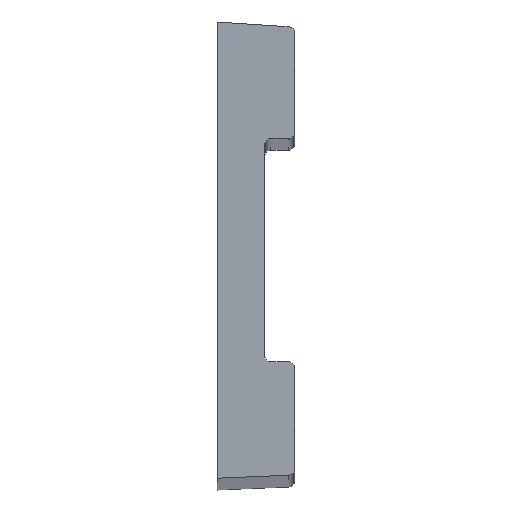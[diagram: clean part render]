
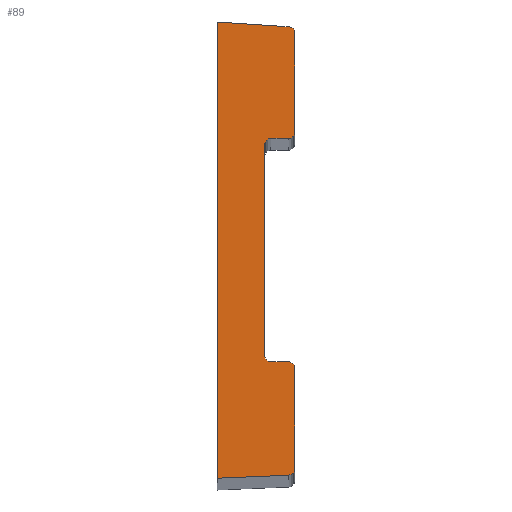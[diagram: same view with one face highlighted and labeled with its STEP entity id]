
A CAD part, top view. The second image highlights one B-rep face of the part: STEP entity #89.
In plain terms, the highlighted planar face has unit normal (0, 0, 1).
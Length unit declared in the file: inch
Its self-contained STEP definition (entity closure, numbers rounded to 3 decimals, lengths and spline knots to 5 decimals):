
#2 = AXIS2_PLACEMENT_3D ( 'NONE', #237, #493, #77 ) ;
#3 = CARTESIAN_POINT ( 'NONE',  ( 3., -0.09019, 7. ) ) ;
#19 = DIRECTION ( 'NONE',  ( 0., -1., 0. ) ) ;
#25 = DIRECTION ( 'NONE',  ( 0., 0., 1. ) ) ;
#26 = VERTEX_POINT ( 'NONE', #132 ) ;
#29 = CARTESIAN_POINT ( 'NONE',  ( 3.07418, 0.3769, 7. ) ) ;
#35 = EDGE_CURVE ( 'NONE', #451, #269, #109, .T. ) ;
#46 = DIRECTION ( 'NONE',  ( 1., 0., 0. ) ) ;
#55 = CARTESIAN_POINT ( 'NONE',  ( 3.05525, 0.26132, 7. ) ) ;
#65 = CARTESIAN_POINT ( 'NONE',  ( 3.07375, 0.03032, 7. ) ) ;
#74 = VERTEX_POINT ( 'NONE', #338 ) ;
#77 = DIRECTION ( 'NONE',  ( 1., 0., 0. ) ) ;
#79 = CIRCLE ( 'NONE', #282, 0.00625 ) ;
#80 = EDGE_CURVE ( 'NONE', #184, #440, #513, .T. ) ;
#83 = ORIENTED_EDGE ( 'NONE', *, *, #35, .T. ) ;
#88 = DIRECTION ( 'NONE',  ( 0., 0., 1. ) ) ;
#89 = ADVANCED_FACE ( 'NONE', ( #211 ), #463, .T. ) ;
#93 = CARTESIAN_POINT ( 'NONE',  ( 3., -0.09019, 7. ) ) ;
#95 = EDGE_CURVE ( 'NONE', #363, #495, #419, .T. ) ;
#98 = CARTESIAN_POINT ( 'NONE',  ( 3.08, -0.08086, 7. ) ) ;
#105 = DIRECTION ( 'NONE',  ( 0., 0., 1. ) ) ;
#109 = B_SPLINE_CURVE_WITH_KNOTS ( 'NONE', 3,
 ( #93, #296, #548, #378, #331 ),
 .UNSPECIFIED., .F., .F.,
 ( 4, 1, 4 ),
 ( 0.75449, 0.75725, 0.76059 ),
 .UNSPECIFIED. ) ;
#110 = ORIENTED_EDGE ( 'NONE', *, *, #305, .T. ) ;
#114 = VERTEX_POINT ( 'NONE', #431 ) ;
#115 = CARTESIAN_POINT ( 'NONE',  ( 3.049, 0.25507, 7. ) ) ;
#118 = VERTEX_POINT ( 'NONE', #65 ) ;
#119 = DIRECTION ( 'NONE',  ( 1., 0., 0. ) ) ;
#123 = CARTESIAN_POINT ( 'NONE',  ( 3.08, 0.26132, 7. ) ) ;
#127 = DIRECTION ( 'NONE',  ( 0., -1., 0. ) ) ;
#132 = CARTESIAN_POINT ( 'NONE',  ( 3.05525, 0.03032, 7. ) ) ;
#147 = EDGE_CURVE ( 'NONE', #329, #114, #384, .T. ) ;
#152 = CARTESIAN_POINT ( 'NONE',  ( 3.08, 0., 7. ) ) ;
#153 = CIRCLE ( 'NONE', #274, 0.00625 ) ;
#154 = EDGE_CURVE ( 'NONE', #200, #451, #522, .T. ) ;
#155 = CARTESIAN_POINT ( 'NONE',  ( 3.05525, 0.25507, 7. ) ) ;
#156 = ORIENTED_EDGE ( 'NONE', *, *, #163, .T. ) ;
#159 = CARTESIAN_POINT ( 'NONE',  ( 3.07401, -0.08711, 7. ) ) ;
#161 = AXIS2_PLACEMENT_3D ( 'NONE', #461, #88, #165 ) ;
#163 = EDGE_CURVE ( 'NONE', #329, #287, #368, .T. ) ;
#165 = DIRECTION ( 'NONE',  ( 1., 0., 0. ) ) ;
#184 = VERTEX_POINT ( 'NONE', #436 ) ;
#189 = DIRECTION ( 'NONE',  ( 0., 0., 1. ) ) ;
#191 = ORIENTED_EDGE ( 'NONE', *, *, #318, .T. ) ;
#195 = ORIENTED_EDGE ( 'NONE', *, *, #147, .F. ) ;
#200 = VERTEX_POINT ( 'NONE', #304 ) ;
#202 = AXIS2_PLACEMENT_3D ( 'NONE', #308, #105, #259 ) ;
#203 = DIRECTION ( 'NONE',  ( -1., 0., 0. ) ) ;
#211 = FACE_OUTER_BOUND ( 'NONE', #503, .T. ) ;
#215 = CARTESIAN_POINT ( 'NONE',  ( 3.02473, 0.38023, 7. ) ) ;
#223 = ORIENTED_EDGE ( 'NONE', *, *, #80, .F. ) ;
#224 = DIRECTION ( 'NONE',  ( 0., -1., 0. ) ) ;
#228 = VECTOR ( 'NONE', #203, 39.37008 ) ;
#231 = CARTESIAN_POINT ( 'NONE',  ( 3.08, 0.03032, 7. ) ) ;
#233 = VECTOR ( 'NONE', #224, 39.37008 ) ;
#236 = CIRCLE ( 'NONE', #379, 0.00625 ) ;
#237 = CARTESIAN_POINT ( 'NONE',  ( 3.05525, 0.03657, 7. ) ) ;
#251 = VECTOR ( 'NONE', #127, 39.37008 ) ;
#254 = EDGE_CURVE ( 'NONE', #269, #391, #153, .T. ) ;
#259 = DIRECTION ( 'NONE',  ( 1., 0., 0. ) ) ;
#265 = ORIENTED_EDGE ( 'NONE', *, *, #276, .T. ) ;
#269 = VERTEX_POINT ( 'NONE', #159 ) ;
#274 = AXIS2_PLACEMENT_3D ( 'NONE', #412, #189, #316 ) ;
#276 = EDGE_CURVE ( 'NONE', #26, #495, #418, .T. ) ;
#282 = AXIS2_PLACEMENT_3D ( 'NONE', #366, #25, #119 ) ;
#285 = CARTESIAN_POINT ( 'NONE',  ( 3.08, 0.37067, 7. ) ) ;
#287 = VERTEX_POINT ( 'NONE', #29 ) ;
#296 = CARTESIAN_POINT ( 'NONE',  ( 3.01118, -0.08973, 7. ) ) ;
#301 = DIRECTION ( 'NONE',  ( 0., -1., 0. ) ) ;
#304 = CARTESIAN_POINT ( 'NONE',  ( 3., 0.38183, 7. ) ) ;
#305 = EDGE_CURVE ( 'NONE', #118, #26, #402, .T. ) ;
#307 = LINE ( 'NONE', #152, #233 ) ;
#308 = CARTESIAN_POINT ( 'NONE',  ( 3.07375, 0.37067, 7. ) ) ;
#311 = ORIENTED_EDGE ( 'NONE', *, *, #547, .F. ) ;
#316 = DIRECTION ( 'NONE',  ( 1., 0., 0. ) ) ;
#318 = EDGE_CURVE ( 'NONE', #74, #118, #482, .T. ) ;
#324 = ORIENTED_EDGE ( 'NONE', *, *, #375, .T. ) ;
#326 = ORIENTED_EDGE ( 'NONE', *, *, #154, .T. ) ;
#327 = EDGE_CURVE ( 'NONE', #184, #114, #79, .T. ) ;
#329 = VERTEX_POINT ( 'NONE', #285 ) ;
#331 = CARTESIAN_POINT ( 'NONE',  ( 3.07401, -0.08711, 7. ) ) ;
#335 = VECTOR ( 'NONE', #533, 39.37008 ) ;
#338 = CARTESIAN_POINT ( 'NONE',  ( 3.08, 0.02407, 7. ) ) ;
#363 = VERTEX_POINT ( 'NONE', #115 ) ;
#366 = CARTESIAN_POINT ( 'NONE',  ( 3.07375, 0.26757, 7. ) ) ;
#367 = ORIENTED_EDGE ( 'NONE', *, *, #95, .F. ) ;
#368 = CIRCLE ( 'NONE', #202, 0.00625 ) ;
#369 = CARTESIAN_POINT ( 'NONE',  ( 3.07375, 0.02407, 7. ) ) ;
#375 = EDGE_CURVE ( 'NONE', #363, #440, #236, .T. ) ;
#378 = CARTESIAN_POINT ( 'NONE',  ( 3.06052, -0.08767, 7. ) ) ;
#379 = AXIS2_PLACEMENT_3D ( 'NONE', #155, #500, #46 ) ;
#384 = LINE ( 'NONE', #526, #426 ) ;
#391 = VERTEX_POINT ( 'NONE', #98 ) ;
#402 = LINE ( 'NONE', #231, #335 ) ;
#410 = DIRECTION ( 'NONE',  ( 0., 0., 1. ) ) ;
#412 = CARTESIAN_POINT ( 'NONE',  ( 3.07375, -0.08086, 7. ) ) ;
#418 = CIRCLE ( 'NONE', #2, 0.00625 ) ;
#419 = LINE ( 'NONE', #511, #251 ) ;
#422 = EDGE_CURVE ( 'NONE', #287, #200, #487, .T. ) ;
#426 = VECTOR ( 'NONE', #301, 39.37008 ) ;
#428 = CARTESIAN_POINT ( 'NONE',  ( 3., 0.38183, 7. ) ) ;
#431 = CARTESIAN_POINT ( 'NONE',  ( 3.08, 0.26757, 7. ) ) ;
#432 = ORIENTED_EDGE ( 'NONE', *, *, #327, .T. ) ;
#436 = CARTESIAN_POINT ( 'NONE',  ( 3.07375, 0.26132, 7. ) ) ;
#440 = VERTEX_POINT ( 'NONE', #55 ) ;
#451 = VERTEX_POINT ( 'NONE', #3 ) ;
#461 = CARTESIAN_POINT ( 'NONE',  ( 0., 0., 7. ) ) ;
#463 = PLANE ( 'NONE',  #161 ) ;
#473 = VECTOR ( 'NONE', #19, 39.37008 ) ;
#482 = CIRCLE ( 'NONE', #550, 0.00625 ) ;
#487 = B_SPLINE_CURVE_WITH_KNOTS ( 'NONE', 3,
 ( #549, #516, #215, #428 ),
 .UNSPECIFIED., .F., .F.,
 ( 4, 4 ),
 ( 0.24299, 0.24911 ),
 .UNSPECIFIED. ) ;
#490 = CARTESIAN_POINT ( 'NONE',  ( 3., 0., 7. ) ) ;
#493 = DIRECTION ( 'NONE',  ( 0., 0., -1. ) ) ;
#495 = VERTEX_POINT ( 'NONE', #512 ) ;
#500 = DIRECTION ( 'NONE',  ( 0., 0., -1. ) ) ;
#503 = EDGE_LOOP ( 'NONE', ( #83, #546, #311, #191, #110, #265, #367, #324, #223, #432, #195, #156, #505, #326 ) ) ;
#504 = DIRECTION ( 'NONE',  ( 1., 0., 0. ) ) ;
#505 = ORIENTED_EDGE ( 'NONE', *, *, #422, .T. ) ;
#511 = CARTESIAN_POINT ( 'NONE',  ( 3.049, 0.26132, 7. ) ) ;
#512 = CARTESIAN_POINT ( 'NONE',  ( 3.049, 0.03657, 7. ) ) ;
#513 = LINE ( 'NONE', #123, #228 ) ;
#516 = CARTESIAN_POINT ( 'NONE',  ( 3.04945, 0.37859, 7. ) ) ;
#522 = LINE ( 'NONE', #490, #473 ) ;
#526 = CARTESIAN_POINT ( 'NONE',  ( 3.08, 0., 7. ) ) ;
#533 = DIRECTION ( 'NONE',  ( -1., 0., 0. ) ) ;
#546 = ORIENTED_EDGE ( 'NONE', *, *, #254, .T. ) ;
#547 = EDGE_CURVE ( 'NONE', #74, #391, #307, .T. ) ;
#548 = CARTESIAN_POINT ( 'NONE',  ( 3.03585, -0.08871, 7. ) ) ;
#549 = CARTESIAN_POINT ( 'NONE',  ( 3.07418, 0.3769, 7. ) ) ;
#550 = AXIS2_PLACEMENT_3D ( 'NONE', #369, #410, #504 ) ;
